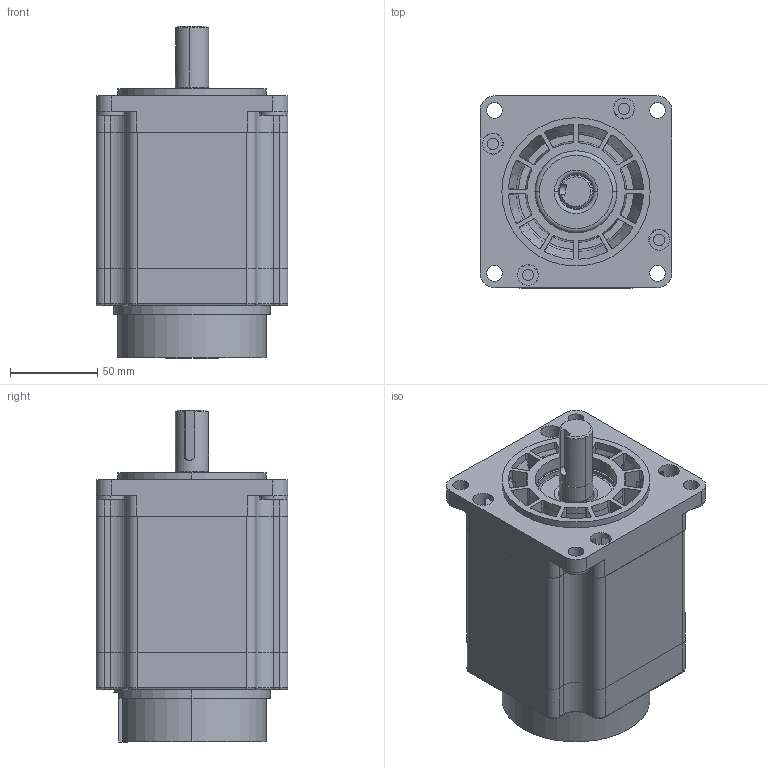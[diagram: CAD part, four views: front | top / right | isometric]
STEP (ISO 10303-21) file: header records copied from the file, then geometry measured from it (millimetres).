
FILE_DESCRIPTION (( 'STEP AP203' ), '1' );
FILE_NAME ('FHB31115.STEP', '2020-11-05T08:56:43', ( 'ﾎ｢ﾈ橆ﾃｻｧ' ), ( 'ﾎ｢ﾈ晥ｫﾋｾ' ), 'SwSTEP 2.0', 'SolidWorks 2016', '' );
FILE_SCHEMA (( 'CONFIG_CONTROL_DESIGN' ));
Length unit declared in the file: millimetre
Products named in the file (7): ヶ傷裔; 隅赽僇; 綴傷裔; 綴裔; FHB31115; 6204; 粣
Assembly tree (6 placements, depth 2):
  FHB31115
    6204
    粣
    ヶ傷裔
    隅赽僇
    綴傷裔
    綴裔
Bounding box: 110 x 110 x 190.22 mm (x, y, z)
Volume: 592859.6 mm3; surface area: 210584 mm2
Topology: 14 solids, 14 shells, 766 faces, 2111 edges, 1392 vertices
Faces by surface type: cylinder 371, plane 334, cone 35, torus 26
Entity records: 26589 total; most frequent: CARTESIAN_POINT 5758, DIRECTION 4347, ORIENTED_EDGE 4222, EDGE_CURVE 2111, AXIS2_PLACEMENT_3D 1670, VERTEX_POINT 1392, VECTOR 1007, LINE 1007
